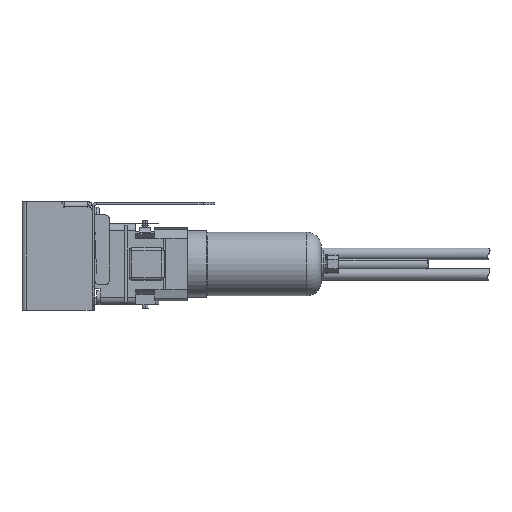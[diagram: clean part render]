
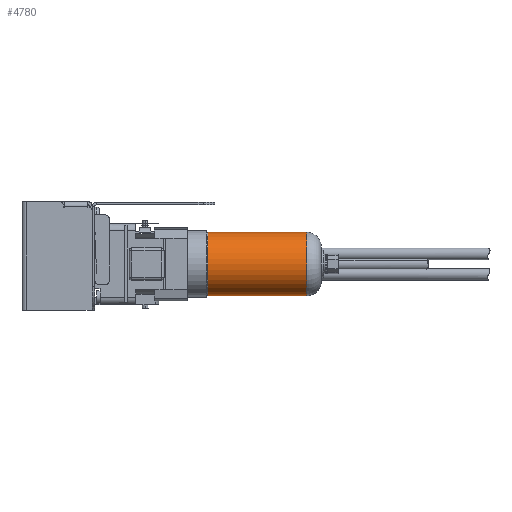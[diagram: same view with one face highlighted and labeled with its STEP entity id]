
A CAD part, left-side view. The second image highlights one B-rep face of the part: STEP entity #4780.
In plain terms, the highlighted cylindrical face has radius 17.25 mm (diameter 34.5 mm), a partial arc.
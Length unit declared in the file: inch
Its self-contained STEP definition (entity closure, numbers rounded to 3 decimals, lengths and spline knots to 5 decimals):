
#1065 = CARTESIAN_POINT ( 'NONE',  ( -1.0625, -3.2788, -1.265 ) ) ;
#1592 = AXIS2_PLACEMENT_3D ( 'NONE', #1065, #11215, #2518 ) ;
#2403 = CARTESIAN_POINT ( 'NONE',  ( -1.0625, -3.64887, -1.94413 ) ) ;
#2518 = DIRECTION ( 'NONE',  ( 0., 0., 1. ) ) ;
#3458 = ORIENTED_EDGE ( 'NONE', *, *, #9887, .F. ) ;
#3976 = CARTESIAN_POINT ( 'NONE',  ( -1.0625, -1.16659, -0.58587 ) ) ;
#4266 = VECTOR ( 'NONE', #8216, 39.37008 ) ;
#4500 = CARTESIAN_POINT ( 'NONE',  ( -1.0625, -3.2788, -0.58587 ) ) ;
#4780 = ADVANCED_FACE ( 'NONE', ( #14493 ), #10132, .T. ) ;
#5017 = VECTOR ( 'NONE', #15096, 39.37008 ) ;
#5400 = VERTEX_POINT ( 'NONE', #11815 ) ;
#6149 = EDGE_CURVE ( 'NONE', #5400, #11197, #9380, .T. ) ;
#6158 = VERTEX_POINT ( 'NONE', #3976 ) ;
#6523 = ORIENTED_EDGE ( 'NONE', *, *, #17754, .F. ) ;
#6994 = CARTESIAN_POINT ( 'NONE',  ( -1.0625, -3.64887, -1.265 ) ) ;
#7158 = VERTEX_POINT ( 'NONE', #12490 ) ;
#7592 = EDGE_CURVE ( 'NONE', #11197, #6158, #9786, .T. ) ;
#8073 = CARTESIAN_POINT ( 'NONE',  ( -1.0625, -1.16659, -1.265 ) ) ;
#8216 = DIRECTION ( 'NONE',  ( 0., 1., 0. ) ) ;
#9380 = CIRCLE ( 'NONE', #1592, 0.67913 ) ;
#9531 = DIRECTION ( 'NONE',  ( 0., 0., 1. ) ) ;
#9786 = LINE ( 'NONE', #16693, #5017 ) ;
#9887 = EDGE_CURVE ( 'NONE', #5400, #7158, #15892, .T. ) ;
#9927 = DIRECTION ( 'NONE',  ( 0., 1., 0. ) ) ;
#10132 = CYLINDRICAL_SURFACE ( 'NONE', #17722, 0.67913 ) ;
#10732 = AXIS2_PLACEMENT_3D ( 'NONE', #8073, #18296, #9531 ) ;
#11197 = VERTEX_POINT ( 'NONE', #4500 ) ;
#11215 = DIRECTION ( 'NONE',  ( 0., 1., 0. ) ) ;
#11815 = CARTESIAN_POINT ( 'NONE',  ( -1.0625, -3.2788, -1.94413 ) ) ;
#12490 = CARTESIAN_POINT ( 'NONE',  ( -1.0625, -1.16659, -1.94413 ) ) ;
#12581 = ORIENTED_EDGE ( 'NONE', *, *, #7592, .T. ) ;
#13093 = ORIENTED_EDGE ( 'NONE', *, *, #6149, .T. ) ;
#14493 = FACE_OUTER_BOUND ( 'NONE', #15255, .T. ) ;
#15096 = DIRECTION ( 'NONE',  ( 0., 1., 0. ) ) ;
#15255 = EDGE_LOOP ( 'NONE', ( #3458, #13093, #12581, #6523 ) ) ;
#15750 = DIRECTION ( 'NONE',  ( 0., 0., 1. ) ) ;
#15892 = LINE ( 'NONE', #2403, #4266 ) ;
#16693 = CARTESIAN_POINT ( 'NONE',  ( -1.0625, -3.64887, -0.58587 ) ) ;
#17722 = AXIS2_PLACEMENT_3D ( 'NONE', #6994, #9927, #15750 ) ;
#17754 = EDGE_CURVE ( 'NONE', #7158, #6158, #17802, .T. ) ;
#17802 = CIRCLE ( 'NONE', #10732, 0.67913 ) ;
#18296 = DIRECTION ( 'NONE',  ( 0., 1., 0. ) ) ;
